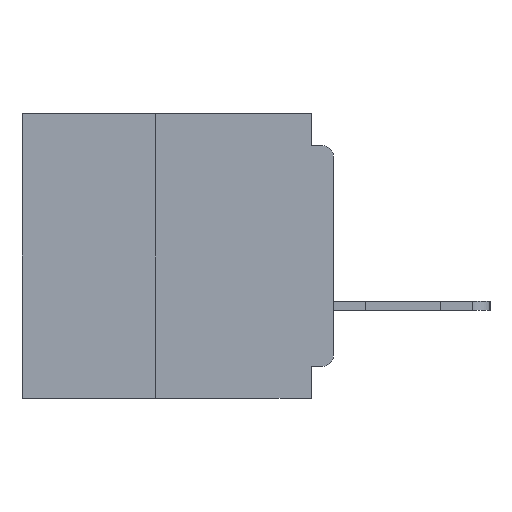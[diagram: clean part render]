
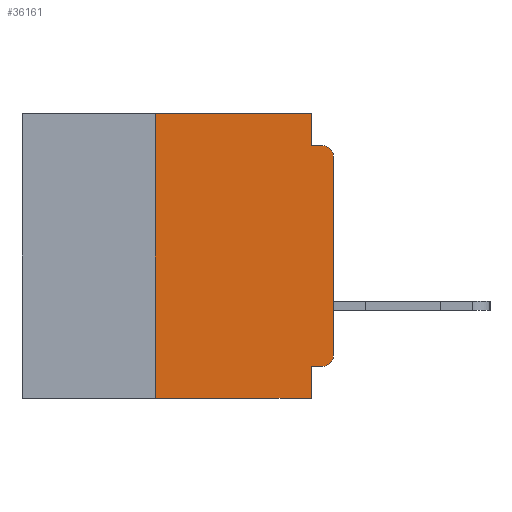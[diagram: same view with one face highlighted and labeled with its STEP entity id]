
A CAD part, left-side view. The second image highlights one B-rep face of the part: STEP entity #36161.
In plain terms, the highlighted planar face has unit normal (-1, 0, 0).
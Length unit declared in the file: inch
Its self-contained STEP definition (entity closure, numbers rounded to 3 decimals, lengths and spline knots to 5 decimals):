
#863 = VERTEX_POINT ( 'NONE', #38992 ) ;
#3705 = ORIENTED_EDGE ( 'NONE', *, *, #16358, .T. ) ;
#4179 = CARTESIAN_POINT ( 'NONE',  ( 0., 0., 0. ) ) ;
#5513 = ORIENTED_EDGE ( 'NONE', *, *, #9598, .F. ) ;
#6184 = LINE ( 'NONE', #40850, #49901 ) ;
#6408 = LINE ( 'NONE', #31329, #7771 ) ;
#7356 = VERTEX_POINT ( 'NONE', #43676 ) ;
#7771 = VECTOR ( 'NONE', #10161, 39.37008 ) ;
#8456 = LINE ( 'NONE', #17602, #42327 ) ;
#8469 = DIRECTION ( 'NONE',  ( 0., 0., 1. ) ) ;
#8650 = AXIS2_PLACEMENT_3D ( 'NONE', #17571, #47164, #21860 ) ;
#8757 = CARTESIAN_POINT ( 'NONE',  ( 0., 0.25, 0. ) ) ;
#9077 = CARTESIAN_POINT ( 'NONE',  ( 0., 0.031, 0. ) ) ;
#9462 = VERTEX_POINT ( 'NONE', #9077 ) ;
#9598 = EDGE_CURVE ( 'NONE', #7356, #47270, #6408, .T. ) ;
#10161 = DIRECTION ( 'NONE',  ( 0., -1., 0. ) ) ;
#10901 = VERTEX_POINT ( 'NONE', #34757 ) ;
#11326 = DIRECTION ( 'NONE',  ( 0., 0., -1. ) ) ;
#12495 = DIRECTION ( 'NONE',  ( -1., 0., 0. ) ) ;
#13016 = CARTESIAN_POINT ( 'NONE',  ( 0., 0., -0.355 ) ) ;
#13381 = DIRECTION ( 'NONE',  ( 0., 1., 0. ) ) ;
#14137 = CARTESIAN_POINT ( 'NONE',  ( 0., 0.25, -0.4 ) ) ;
#14668 = ORIENTED_EDGE ( 'NONE', *, *, #47133, .F. ) ;
#15165 = ORIENTED_EDGE ( 'NONE', *, *, #30179, .T. ) ;
#15789 = EDGE_CURVE ( 'NONE', #33346, #9462, #39115, .T. ) ;
#16358 = EDGE_CURVE ( 'NONE', #10901, #27035, #31835, .T. ) ;
#17056 = CARTESIAN_POINT ( 'NONE',  ( 0., 0.437, -0.4 ) ) ;
#17344 = ORIENTED_EDGE ( 'NONE', *, *, #44730, .F. ) ;
#17571 = CARTESIAN_POINT ( 'NONE',  ( 0., 0.015, -0.06 ) ) ;
#17602 = CARTESIAN_POINT ( 'NONE',  ( 0., 0.031, 0. ) ) ;
#17854 = VECTOR ( 'NONE', #19580, 39.37008 ) ;
#19248 = VECTOR ( 'NONE', #8469, 39.37008 ) ;
#19251 = ORIENTED_EDGE ( 'NONE', *, *, #15789, .F. ) ;
#19580 = DIRECTION ( 'NONE',  ( 0., -1., 0. ) ) ;
#21360 = CARTESIAN_POINT ( 'NONE',  ( 0., 0.015, -0.045 ) ) ;
#21517 = DIRECTION ( 'NONE',  ( 0., -1., 0. ) ) ;
#21791 = DIRECTION ( 'NONE',  ( 0., 0., -1. ) ) ;
#21860 = DIRECTION ( 'NONE',  ( 0., 0., -1. ) ) ;
#22137 = CIRCLE ( 'NONE', #8650, 0.015 ) ;
#24497 = EDGE_CURVE ( 'NONE', #863, #41586, #6184, .T. ) ;
#26586 = VERTEX_POINT ( 'NONE', #14137 ) ;
#27035 = VERTEX_POINT ( 'NONE', #38067 ) ;
#27712 = VERTEX_POINT ( 'NONE', #29033 ) ;
#29033 = CARTESIAN_POINT ( 'NONE',  ( 0., 0., -0.06 ) ) ;
#29985 = EDGE_LOOP ( 'NONE', ( #51559, #39611, #5513, #14668, #19251, #38015, #15165, #39926, #17344, #3705 ) ) ;
#30179 = EDGE_CURVE ( 'NONE', #26586, #41586, #42103, .T. ) ;
#30587 = EDGE_CURVE ( 'NONE', #27712, #47270, #22137, .T. ) ;
#30835 = VECTOR ( 'NONE', #21517, 39.37008 ) ;
#31329 = CARTESIAN_POINT ( 'NONE',  ( 0., 0., -0.045 ) ) ;
#31835 = CIRCLE ( 'NONE', #52760, 0.015 ) ;
#32354 = EDGE_CURVE ( 'NONE', #27035, #27712, #52907, .T. ) ;
#33284 = CARTESIAN_POINT ( 'NONE',  ( 0., 0.25, -0.4 ) ) ;
#33346 = VERTEX_POINT ( 'NONE', #8757 ) ;
#33376 = LINE ( 'NONE', #33284, #43291 ) ;
#34757 = CARTESIAN_POINT ( 'NONE',  ( 0., 0.015, -0.355 ) ) ;
#36161 = ADVANCED_FACE ( 'NONE', ( #54878 ), #47104, .F. ) ;
#37954 = CARTESIAN_POINT ( 'NONE',  ( 0., 0.015, -0.34 ) ) ;
#38015 = ORIENTED_EDGE ( 'NONE', *, *, #41554, .F. ) ;
#38067 = CARTESIAN_POINT ( 'NONE',  ( 0., 0., -0.34 ) ) ;
#38992 = CARTESIAN_POINT ( 'NONE',  ( 0., 0.031, -0.355 ) ) ;
#39115 = LINE ( 'NONE', #44955, #17854 ) ;
#39262 = CARTESIAN_POINT ( 'NONE',  ( 0., 0.031, -0.4 ) ) ;
#39611 = ORIENTED_EDGE ( 'NONE', *, *, #30587, .T. ) ;
#39926 = ORIENTED_EDGE ( 'NONE', *, *, #24497, .F. ) ;
#40850 = CARTESIAN_POINT ( 'NONE',  ( 0., 0.031, -0.4 ) ) ;
#41554 = EDGE_CURVE ( 'NONE', #26586, #33346, #33376, .T. ) ;
#41586 = VERTEX_POINT ( 'NONE', #39262 ) ;
#42103 = LINE ( 'NONE', #17056, #30835 ) ;
#42193 = DIRECTION ( 'NONE',  ( 0., 0., -1. ) ) ;
#42327 = VECTOR ( 'NONE', #47193, 39.37008 ) ;
#42916 = CARTESIAN_POINT ( 'NONE',  ( 0., 0.437, 0. ) ) ;
#43291 = VECTOR ( 'NONE', #45824, 39.37008 ) ;
#43676 = CARTESIAN_POINT ( 'NONE',  ( 0., 0.031, -0.045 ) ) ;
#44730 = EDGE_CURVE ( 'NONE', #10901, #863, #48480, .T. ) ;
#44955 = CARTESIAN_POINT ( 'NONE',  ( 0., 0.437, 0. ) ) ;
#45824 = DIRECTION ( 'NONE',  ( 0., 0., 1. ) ) ;
#46173 = AXIS2_PLACEMENT_3D ( 'NONE', #42916, #51121, #21791 ) ;
#47104 = PLANE ( 'NONE',  #46173 ) ;
#47133 = EDGE_CURVE ( 'NONE', #9462, #7356, #8456, .T. ) ;
#47164 = DIRECTION ( 'NONE',  ( -1., 0., 0. ) ) ;
#47178 = VECTOR ( 'NONE', #13381, 39.37008 ) ;
#47193 = DIRECTION ( 'NONE',  ( 0., 0., -1. ) ) ;
#47270 = VERTEX_POINT ( 'NONE', #21360 ) ;
#48480 = LINE ( 'NONE', #13016, #47178 ) ;
#49901 = VECTOR ( 'NONE', #11326, 39.37008 ) ;
#51121 = DIRECTION ( 'NONE',  ( 1., 0., 0. ) ) ;
#51559 = ORIENTED_EDGE ( 'NONE', *, *, #32354, .T. ) ;
#52760 = AXIS2_PLACEMENT_3D ( 'NONE', #37954, #12495, #42193 ) ;
#52907 = LINE ( 'NONE', #4179, #19248 ) ;
#54878 = FACE_OUTER_BOUND ( 'NONE', #29985, .T. ) ;
